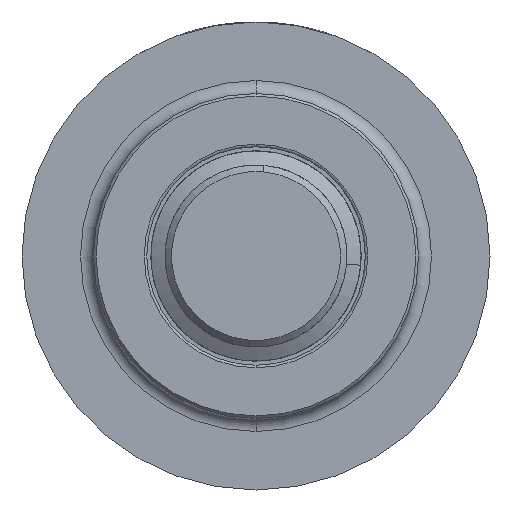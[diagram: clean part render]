
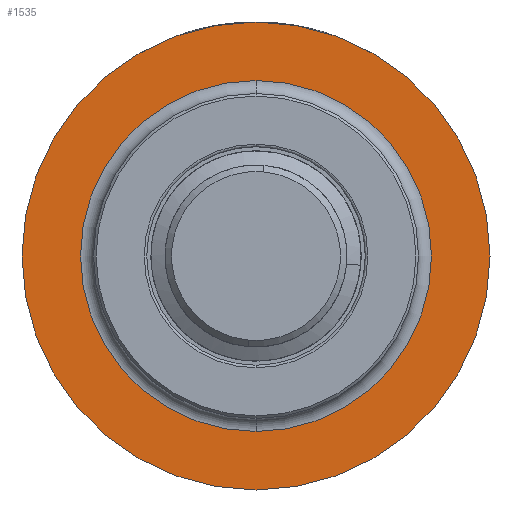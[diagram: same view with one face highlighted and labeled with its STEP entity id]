
A CAD part, front view. The second image highlights one B-rep face of the part: STEP entity #1535.
In plain terms, the highlighted planar face has unit normal (0, -1, 0).
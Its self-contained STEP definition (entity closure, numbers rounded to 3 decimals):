
#386 = VERTEX_POINT ( 'NONE', #511 ) ;
#511 = CARTESIAN_POINT ( 'NONE',  ( 0., 4.42, -18. ) ) ;
#643 = DIRECTION ( 'NONE',  ( 0., 0., -1. ) ) ;
#938 = DIRECTION ( 'NONE',  ( 0., 0., -1. ) ) ;
#1315 = EDGE_CURVE ( 'NONE', #3158, #386, #2766, .T. ) ;
#1535 = ADVANCED_FACE ( 'NONE', ( #1608, #6435 ), #4402, .T. ) ;
#1608 = FACE_OUTER_BOUND ( 'NONE', #3419, .T. ) ;
#1832 = AXIS2_PLACEMENT_3D ( 'NONE', #3296, #3951, #7030 ) ;
#1894 = AXIS2_PLACEMENT_3D ( 'NONE', #3498, #2343, #4847 ) ;
#1964 = CARTESIAN_POINT ( 'NONE',  ( 13.5, 4.42, 0. ) ) ;
#2333 = DIRECTION ( 'NONE',  ( 0., -1., 0. ) ) ;
#2343 = DIRECTION ( 'NONE',  ( 0., -1., 0. ) ) ;
#2366 = EDGE_CURVE ( 'NONE', #7759, #4353, #3489, .T. ) ;
#2383 = DIRECTION ( 'NONE',  ( 0., 0., -1. ) ) ;
#2766 = CIRCLE ( 'NONE', #1832, 18. ) ;
#3089 = CARTESIAN_POINT ( 'NONE',  ( 0., 4.42, 18. ) ) ;
#3158 = VERTEX_POINT ( 'NONE', #3089 ) ;
#3253 = ORIENTED_EDGE ( 'NONE', *, *, #1315, .T. ) ;
#3296 = CARTESIAN_POINT ( 'NONE',  ( 0., 4.42, 0. ) ) ;
#3419 = EDGE_LOOP ( 'NONE', ( #5092, #3253 ) ) ;
#3489 = CIRCLE ( 'NONE', #1894, 13.5 ) ;
#3498 = CARTESIAN_POINT ( 'NONE',  ( 0., 4.42, 0. ) ) ;
#3945 = EDGE_CURVE ( 'NONE', #386, #3158, #6250, .T. ) ;
#3951 = DIRECTION ( 'NONE',  ( 0., -1., 0. ) ) ;
#4202 = AXIS2_PLACEMENT_3D ( 'NONE', #8027, #2333, #2383 ) ;
#4353 = VERTEX_POINT ( 'NONE', #5393 ) ;
#4378 = DIRECTION ( 'NONE',  ( 0., -1., 0. ) ) ;
#4402 = PLANE ( 'NONE',  #7346 ) ;
#4660 = ORIENTED_EDGE ( 'NONE', *, *, #2366, .F. ) ;
#4847 = DIRECTION ( 'NONE',  ( 0., 0., -1. ) ) ;
#5045 = CIRCLE ( 'NONE', #4202, 13.5 ) ;
#5092 = ORIENTED_EDGE ( 'NONE', *, *, #3945, .T. ) ;
#5393 = CARTESIAN_POINT ( 'NONE',  ( 0., 4.42, -13.5 ) ) ;
#5554 = EDGE_CURVE ( 'NONE', #4353, #7759, #5045, .T. ) ;
#5746 = AXIS2_PLACEMENT_3D ( 'NONE', #7878, #7935, #938 ) ;
#6250 = CIRCLE ( 'NONE', #5746, 18. ) ;
#6435 = FACE_BOUND ( 'NONE', #6726, .T. ) ;
#6599 = ORIENTED_EDGE ( 'NONE', *, *, #5554, .F. ) ;
#6726 = EDGE_LOOP ( 'NONE', ( #6599, #4660 ) ) ;
#7030 = DIRECTION ( 'NONE',  ( 0., 0., -1. ) ) ;
#7128 = CARTESIAN_POINT ( 'NONE',  ( 0., 4.42, 13.5 ) ) ;
#7346 = AXIS2_PLACEMENT_3D ( 'NONE', #1964, #4378, #643 ) ;
#7759 = VERTEX_POINT ( 'NONE', #7128 ) ;
#7878 = CARTESIAN_POINT ( 'NONE',  ( 0., 4.42, 0. ) ) ;
#7935 = DIRECTION ( 'NONE',  ( 0., -1., 0. ) ) ;
#8027 = CARTESIAN_POINT ( 'NONE',  ( 0., 4.42, 0. ) ) ;
